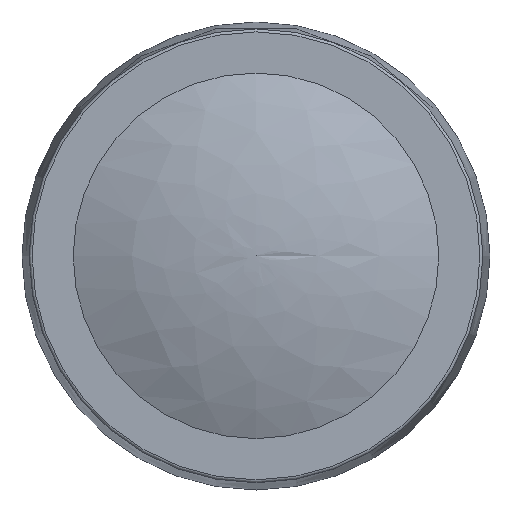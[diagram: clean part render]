
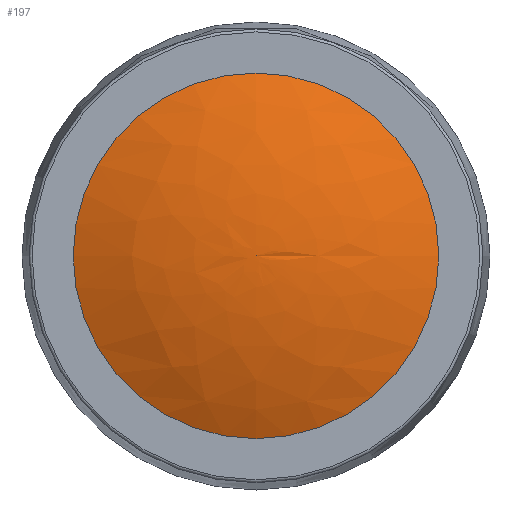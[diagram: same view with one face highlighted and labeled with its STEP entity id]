
A CAD part, top view. The second image highlights one B-rep face of the part: STEP entity #197.
In plain terms, the highlighted free-form (B-spline) face has degree [3, 3] with [4, 7] control points.
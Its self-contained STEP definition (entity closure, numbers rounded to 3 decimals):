
#197 = ADVANCED_FACE( '', ( #458, #459 ), #460, .T. );
#458 = FACE_BOUND( '', #803, .T. );
#459 = FACE_OUTER_BOUND( '', #804, .T. );
#460 = ( BOUNDED_SURFACE(  )B_SPLINE_SURFACE( 3, 3, ( ( #807, #808, #809, #810, #811, #812, #813 ), ( #814, #815, #816, #817, #818, #819, #820 ), ( #821, #822, #823, #824, #825, #826, #827 ), ( #828, #829, #830, #831, #832, #833, #834 ) ), .UNSPECIFIED., .F., .T., .F. )B_SPLINE_SURFACE_WITH_KNOTS( ( 4, 4 ), ( 4, 3, 4 ), ( 0., 6.283 ), ( 1.143, 1.358, 1.573 ), .UNSPECIFIED. )GEOMETRIC_REPRESENTATION_ITEM(  )RATIONAL_B_SPLINE_SURFACE( ( ( 1., 0.333, 0.333, 1., 0.333, 0.333, 1. ), ( 0.985, 0.328, 0.328, 0.985, 0.328, 0.328, 0.985 ), ( 0.985, 0.328, 0.328, 0.985, 0.328, 0.328, 0.985 ), ( 1., 0.333, 0.333, 1., 0.333, 0.333, 1. ) ) )REPRESENTATION_ITEM( '' )SURFACE(  ) );
#803 = VERTEX_LOOP( '', #1344 );
#804 = EDGE_LOOP( '', ( #1345 ) );
#807 = CARTESIAN_POINT( '', ( 0., 0., 27.8 ) );
#808 = CARTESIAN_POINT( '', ( 0., 0., 27.8 ) );
#809 = CARTESIAN_POINT( '', ( 0., 0., 27.8 ) );
#810 = CARTESIAN_POINT( '', ( 0., 0., 27.8 ) );
#811 = CARTESIAN_POINT( '', ( 0., 0., 27.8 ) );
#812 = CARTESIAN_POINT( '', ( 0., 0., 27.8 ) );
#813 = CARTESIAN_POINT( '', ( 0., 0., 27.8 ) );
#814 = CARTESIAN_POINT( '', ( 4.329, 0., 27.809 ) );
#815 = CARTESIAN_POINT( '', ( 4.329, 8.658, 27.809 ) );
#816 = CARTESIAN_POINT( '', ( -4.329, 8.658, 27.809 ) );
#817 = CARTESIAN_POINT( '', ( -4.329, 0., 27.809 ) );
#818 = CARTESIAN_POINT( '', ( -4.329, -8.658, 27.809 ) );
#819 = CARTESIAN_POINT( '', ( 4.329, -8.658, 27.809 ) );
#820 = CARTESIAN_POINT( '', ( 4.329, 0., 27.809 ) );
#821 = CARTESIAN_POINT( '', ( 8.561, 0., 26.895 ) );
#822 = CARTESIAN_POINT( '', ( 8.561, 17.121, 26.895 ) );
#823 = CARTESIAN_POINT( '', ( -8.561, 17.121, 26.895 ) );
#824 = CARTESIAN_POINT( '', ( -8.561, 0., 26.895 ) );
#825 = CARTESIAN_POINT( '', ( -8.561, -17.121, 26.895 ) );
#826 = CARTESIAN_POINT( '', ( 8.561, -17.121, 26.895 ) );
#827 = CARTESIAN_POINT( '', ( 8.561, 0., 26.895 ) );
#828 = CARTESIAN_POINT( '', ( 12.5, 0., 25.1 ) );
#829 = CARTESIAN_POINT( '', ( 12.5, 25., 25.1 ) );
#830 = CARTESIAN_POINT( '', ( -12.5, 25., 25.1 ) );
#831 = CARTESIAN_POINT( '', ( -12.5, 0., 25.1 ) );
#832 = CARTESIAN_POINT( '', ( -12.5, -25., 25.1 ) );
#833 = CARTESIAN_POINT( '', ( 12.5, -25., 25.1 ) );
#834 = CARTESIAN_POINT( '', ( 12.5, 0., 25.1 ) );
#1344 = VERTEX_POINT( '', #1854 );
#1345 = ORIENTED_EDGE( '', *, *, #1855, .T. );
#1854 = CARTESIAN_POINT( '', ( 0., 0., 27.8 ) );
#1855 = EDGE_CURVE( '', #2193, #2193, #2194, .T. );
#2193 = VERTEX_POINT( '', #2799 );
#2194 = CIRCLE( '', #2800, 12.5 );
#2799 = CARTESIAN_POINT( '', ( 12.5, 0., 25.1 ) );
#2800 = AXIS2_PLACEMENT_3D( '', #3159, #3160, #3161 );
#3159 = CARTESIAN_POINT( '', ( 0., 0., 25.1 ) );
#3160 = DIRECTION( '', ( 0., 0., 1. ) );
#3161 = DIRECTION( '', ( 1., 0., 0. ) );
